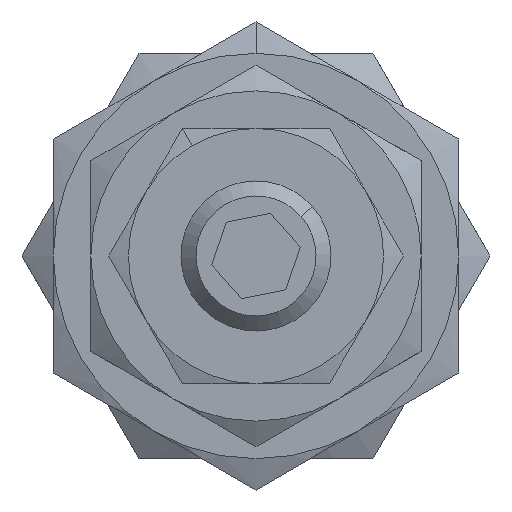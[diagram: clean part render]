
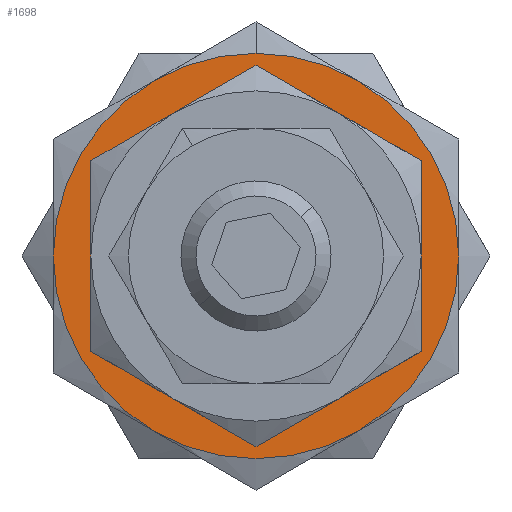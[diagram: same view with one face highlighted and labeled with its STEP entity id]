
A CAD part, left-side view. The second image highlights one B-rep face of the part: STEP entity #1698.
In plain terms, the highlighted planar face has unit normal (-1, 0, 0).
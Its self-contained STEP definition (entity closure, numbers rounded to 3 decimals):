
#53 = AXIS2_PLACEMENT_3D ( 'NONE', #226, #3395, #698 ) ;
#114 = ORIENTED_EDGE ( 'NONE', *, *, #4741, .F. ) ;
#149 = AXIS2_PLACEMENT_3D ( 'NONE', #1581, #1634, #5283 ) ;
#226 = CARTESIAN_POINT ( 'NONE',  ( -31.75, 26.155, 0. ) ) ;
#275 = ORIENTED_EDGE ( 'NONE', *, *, #4450, .F. ) ;
#304 = AXIS2_PLACEMENT_3D ( 'NONE', #3126, #408, #3570 ) ;
#316 = DIRECTION ( 'NONE',  ( 0., -1., 0. ) ) ;
#408 = DIRECTION ( 'NONE',  ( 1., 0., 0. ) ) ;
#449 = VERTEX_POINT ( 'NONE', #4574 ) ;
#513 = CIRCLE ( 'NONE', #2805, 9. ) ;
#581 = VERTEX_POINT ( 'NONE', #854 ) ;
#669 = EDGE_CURVE ( 'NONE', #2259, #3616, #5423, .T. ) ;
#698 = DIRECTION ( 'NONE',  ( 0., 0., 1. ) ) ;
#720 = DIRECTION ( 'NONE',  ( 1., 0., 0. ) ) ;
#784 = CARTESIAN_POINT ( 'NONE',  ( -31.75, 26.155, 15.588 ) ) ;
#854 = CARTESIAN_POINT ( 'NONE',  ( -31.75, 19.405, -11.691 ) ) ;
#872 = EDGE_CURVE ( 'NONE', #1908, #5538, #3093, .T. ) ;
#980 = EDGE_CURVE ( 'NONE', #5538, #581, #1807, .T. ) ;
#1018 = EDGE_CURVE ( 'NONE', #581, #1162, #5227, .T. ) ;
#1045 = AXIS2_PLACEMENT_3D ( 'NONE', #1641, #4777, #2107 ) ;
#1065 = VERTEX_POINT ( 'NONE', #3144 ) ;
#1082 = AXIS2_PLACEMENT_3D ( 'NONE', #4962, #2288, #5414 ) ;
#1133 = FACE_BOUND ( 'NONE', #5241, .T. ) ;
#1162 = VERTEX_POINT ( 'NONE', #3645 ) ;
#1221 = AXIS2_PLACEMENT_3D ( 'NONE', #4027, #1357, #4470 ) ;
#1355 = ORIENTED_EDGE ( 'NONE', *, *, #980, .F. ) ;
#1357 = DIRECTION ( 'NONE',  ( 1., 0., 0. ) ) ;
#1381 = EDGE_CURVE ( 'NONE', #1162, #2259, #5221, .T. ) ;
#1455 = CARTESIAN_POINT ( 'NONE',  ( -31.75, 39.655, 0. ) ) ;
#1581 = CARTESIAN_POINT ( 'NONE',  ( -31.75, 26.155, 0. ) ) ;
#1634 = DIRECTION ( 'NONE',  ( 1., 0., 0. ) ) ;
#1641 = CARTESIAN_POINT ( 'NONE',  ( -31.75, 26.155, 0. ) ) ;
#1698 = ADVANCED_FACE ( 'NONE', ( #1133, #2297 ), #3493, .T. ) ;
#1748 = ORIENTED_EDGE ( 'NONE', *, *, #1381, .F. ) ;
#1807 = CIRCLE ( 'NONE', #304, 13.5 ) ;
#1908 = VERTEX_POINT ( 'NONE', #4324 ) ;
#2107 = DIRECTION ( 'NONE',  ( 0., 0., 1. ) ) ;
#2189 = CARTESIAN_POINT ( 'NONE',  ( -31.75, 32.905, 11.691 ) ) ;
#2255 = CARTESIAN_POINT ( 'NONE',  ( -31.75, 26.155, 0. ) ) ;
#2259 = VERTEX_POINT ( 'NONE', #1455 ) ;
#2288 = DIRECTION ( 'NONE',  ( 1., 0., 0. ) ) ;
#2297 = FACE_OUTER_BOUND ( 'NONE', #5484, .T. ) ;
#2363 = DIRECTION ( 'NONE',  ( -1., 0., 0. ) ) ;
#2525 = ORIENTED_EDGE ( 'NONE', *, *, #872, .F. ) ;
#2708 = DIRECTION ( 'NONE',  ( 0., 0., 1. ) ) ;
#2739 = AXIS2_PLACEMENT_3D ( 'NONE', #3419, #720, #3862 ) ;
#2805 = AXIS2_PLACEMENT_3D ( 'NONE', #5036, #2363, #5505 ) ;
#2960 = ORIENTED_EDGE ( 'NONE', *, *, #1018, .F. ) ;
#3093 = CIRCLE ( 'NONE', #1045, 13.5 ) ;
#3126 = CARTESIAN_POINT ( 'NONE',  ( -31.75, 26.155, 0. ) ) ;
#3144 = CARTESIAN_POINT ( 'NONE',  ( -31.75, 26.155, 13.5 ) ) ;
#3350 = EDGE_CURVE ( 'NONE', #1065, #1908, #5265, .T. ) ;
#3395 = DIRECTION ( 'NONE',  ( 1., 0., 0. ) ) ;
#3419 = CARTESIAN_POINT ( 'NONE',  ( -31.75, 26.155, 0. ) ) ;
#3475 = DIRECTION ( 'NONE',  ( -1., 0., 0. ) ) ;
#3493 = PLANE ( 'NONE',  #5179 ) ;
#3570 = DIRECTION ( 'NONE',  ( 0., 0., 1. ) ) ;
#3616 = VERTEX_POINT ( 'NONE', #2189 ) ;
#3645 = CARTESIAN_POINT ( 'NONE',  ( -31.75, 32.905, -11.691 ) ) ;
#3745 = CIRCLE ( 'NONE', #4710, 9. ) ;
#3811 = CARTESIAN_POINT ( 'NONE',  ( -31.75, 21.655, -7.794 ) ) ;
#3862 = DIRECTION ( 'NONE',  ( 0., 0., 1. ) ) ;
#4027 = CARTESIAN_POINT ( 'NONE',  ( -31.75, 26.155, 0. ) ) ;
#4324 = CARTESIAN_POINT ( 'NONE',  ( -31.75, 19.405, 11.691 ) ) ;
#4450 = EDGE_CURVE ( 'NONE', #3616, #1065, #4486, .T. ) ;
#4470 = DIRECTION ( 'NONE',  ( 0., 0., 1. ) ) ;
#4486 = CIRCLE ( 'NONE', #2739, 13.5 ) ;
#4547 = CARTESIAN_POINT ( 'NONE',  ( -31.75, 12.655, 0. ) ) ;
#4574 = CARTESIAN_POINT ( 'NONE',  ( -31.75, 30.655, 7.794 ) ) ;
#4710 = AXIS2_PLACEMENT_3D ( 'NONE', #2255, #5379, #2708 ) ;
#4741 = EDGE_CURVE ( 'NONE', #449, #5681, #3745, .T. ) ;
#4754 = ORIENTED_EDGE ( 'NONE', *, *, #4964, .F. ) ;
#4777 = DIRECTION ( 'NONE',  ( 1., 0., 0. ) ) ;
#4908 = ORIENTED_EDGE ( 'NONE', *, *, #3350, .F. ) ;
#4962 = CARTESIAN_POINT ( 'NONE',  ( -31.75, 26.155, 0. ) ) ;
#4964 = EDGE_CURVE ( 'NONE', #5681, #449, #513, .T. ) ;
#5035 = ORIENTED_EDGE ( 'NONE', *, *, #669, .F. ) ;
#5036 = CARTESIAN_POINT ( 'NONE',  ( -31.75, 26.155, 0. ) ) ;
#5179 = AXIS2_PLACEMENT_3D ( 'NONE', #784, #3475, #316 ) ;
#5221 = CIRCLE ( 'NONE', #53, 13.5 ) ;
#5227 = CIRCLE ( 'NONE', #1221, 13.5 ) ;
#5241 = EDGE_LOOP ( 'NONE', ( #4754, #114 ) ) ;
#5265 = CIRCLE ( 'NONE', #149, 13.5 ) ;
#5283 = DIRECTION ( 'NONE',  ( 0., 0., 1. ) ) ;
#5379 = DIRECTION ( 'NONE',  ( -1., 0., 0. ) ) ;
#5414 = DIRECTION ( 'NONE',  ( 0., 0., 1. ) ) ;
#5423 = CIRCLE ( 'NONE', #1082, 13.5 ) ;
#5484 = EDGE_LOOP ( 'NONE', ( #1355, #2525, #4908, #275, #5035, #1748, #2960 ) ) ;
#5505 = DIRECTION ( 'NONE',  ( 0., 0., 1. ) ) ;
#5538 = VERTEX_POINT ( 'NONE', #4547 ) ;
#5681 = VERTEX_POINT ( 'NONE', #3811 ) ;
